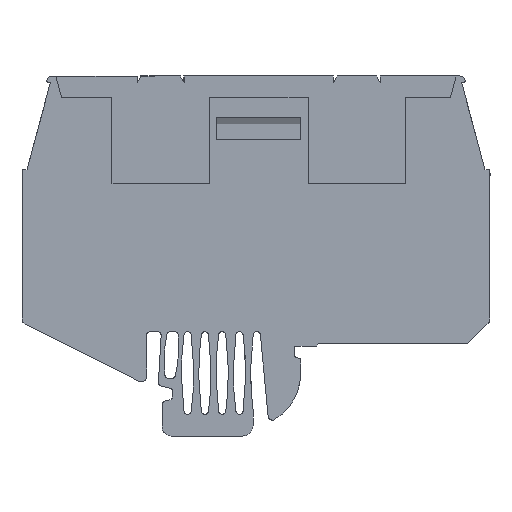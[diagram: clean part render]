
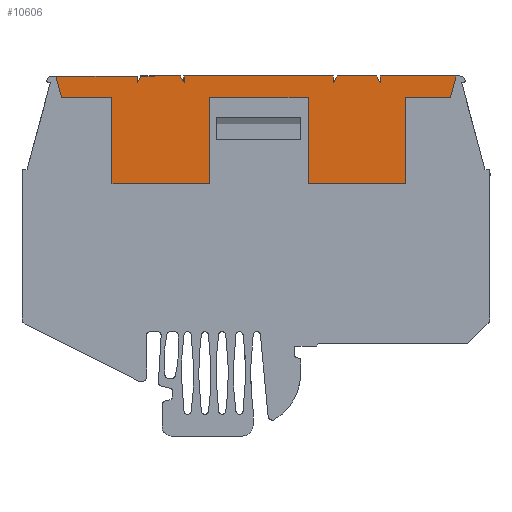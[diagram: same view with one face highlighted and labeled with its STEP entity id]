
A CAD part, left-side view. The second image highlights one B-rep face of the part: STEP entity #10606.
In plain terms, the highlighted planar face has unit normal (-1, 0, 0).
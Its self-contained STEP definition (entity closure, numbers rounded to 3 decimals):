
#10472=AXIS2_PLACEMENT_3D('Plane Axis2P3D',#10469,#10470,#10471) ;
#2566=CARTESIAN_POINT('Line Origine',(0.5,9.973,50.)) ;
#2570=CARTESIAN_POINT('Vertex',(0.5,4.696,50.)) ;
#2572=CARTESIAN_POINT('Vertex',(0.5,15.25,50.)) ;
#2718=CARTESIAN_POINT('Vertex',(0.5,15.25,49.1)) ;
#2721=CARTESIAN_POINT('Line Origine',(0.5,15.25,49.55)) ;
#2779=CARTESIAN_POINT('Line Origine',(0.5,21.75,49.55)) ;
#2783=CARTESIAN_POINT('Vertex',(0.5,21.75,49.1)) ;
#2785=CARTESIAN_POINT('Vertex',(0.5,21.75,50.)) ;
#2862=CARTESIAN_POINT('Line Origine',(0.5,32.125,50.)) ;
#2866=CARTESIAN_POINT('Vertex',(0.5,42.5,50.)) ;
#3582=CARTESIAN_POINT('Line Origine',(0.5,42.5,49.55)) ;
#3586=CARTESIAN_POINT('Vertex',(0.5,42.5,49.1)) ;
#3665=CARTESIAN_POINT('Vertex',(0.5,49.,49.1)) ;
#3714=CARTESIAN_POINT('Vertex',(0.5,49.,50.)) ;
#3717=CARTESIAN_POINT('Line Origine',(0.5,49.,49.55)) ;
#3754=CARTESIAN_POINT('Vertex',(0.5,60.304,50.)) ;
#3757=CARTESIAN_POINT('Line Origine',(0.5,54.652,50.)) ;
#10454=CARTESIAN_POINT('Vertex',(0.5,5.5,47.)) ;
#10457=CARTESIAN_POINT('Line Origine',(0.5,5.098,48.5)) ;
#10469=CARTESIAN_POINT('Axis2P3D Location',(0.5,64.8,34.4)) ;
#10474=CARTESIAN_POINT('Line Origine',(0.5,45.75,50.)) ;
#10478=CARTESIAN_POINT('Vertex',(0.5,43.02,50.)) ;
#10480=CARTESIAN_POINT('Vertex',(0.5,48.48,50.)) ;
#10483=CARTESIAN_POINT('Line Origine',(0.5,48.74,49.55)) ;
#10488=CARTESIAN_POINT('Line Origine',(0.5,59.902,48.5)) ;
#10492=CARTESIAN_POINT('Vertex',(0.5,59.5,47.)) ;
#10495=CARTESIAN_POINT('Line Origine',(0.5,56.,47.)) ;
#10499=CARTESIAN_POINT('Vertex',(0.5,52.5,47.)) ;
#10502=CARTESIAN_POINT('Line Origine',(0.5,52.5,41.)) ;
#10506=CARTESIAN_POINT('Vertex',(0.5,52.5,35.)) ;
#10509=CARTESIAN_POINT('Line Origine',(0.5,45.75,35.)) ;
#10513=CARTESIAN_POINT('Vertex',(0.5,39.,35.)) ;
#10516=CARTESIAN_POINT('Line Origine',(0.5,39.,41.)) ;
#10520=CARTESIAN_POINT('Vertex',(0.5,39.,47.)) ;
#10523=CARTESIAN_POINT('Line Origine',(0.5,32.125,47.)) ;
#10527=CARTESIAN_POINT('Vertex',(0.5,25.25,47.)) ;
#10530=CARTESIAN_POINT('Line Origine',(0.5,25.25,41.)) ;
#10534=CARTESIAN_POINT('Vertex',(0.5,25.25,35.)) ;
#10537=CARTESIAN_POINT('Line Origine',(0.5,18.5,35.)) ;
#10541=CARTESIAN_POINT('Vertex',(0.5,11.75,35.)) ;
#10544=CARTESIAN_POINT('Line Origine',(0.5,11.75,41.)) ;
#10548=CARTESIAN_POINT('Vertex',(0.5,11.75,47.)) ;
#10551=CARTESIAN_POINT('Line Origine',(0.5,8.625,47.)) ;
#10556=CARTESIAN_POINT('Line Origine',(0.5,15.51,49.55)) ;
#10560=CARTESIAN_POINT('Vertex',(0.5,15.77,50.)) ;
#10563=CARTESIAN_POINT('Line Origine',(0.5,18.5,50.)) ;
#10567=CARTESIAN_POINT('Vertex',(0.5,21.23,50.)) ;
#10570=CARTESIAN_POINT('Line Origine',(0.5,21.49,49.55)) ;
#10575=CARTESIAN_POINT('Line Origine',(0.5,42.76,49.55)) ;
#2567=DIRECTION('Vector Direction',(0.,-1.,0.)) ;
#2722=DIRECTION('Vector Direction',(0.,0.,-1.)) ;
#2780=DIRECTION('Vector Direction',(0.,0.,-1.)) ;
#2863=DIRECTION('Vector Direction',(0.,-1.,0.)) ;
#3583=DIRECTION('Vector Direction',(0.,0.,-1.)) ;
#3718=DIRECTION('Vector Direction',(0.,0.,-1.)) ;
#3758=DIRECTION('Vector Direction',(0.,-1.,0.)) ;
#10458=DIRECTION('Vector Direction',(0.,0.259,-0.966)) ;
#10470=DIRECTION('Axis2P3D Direction',(-1.,0.,0.)) ;
#10471=DIRECTION('Axis2P3D XDirection',(0.,0.,-1.)) ;
#10475=DIRECTION('Vector Direction',(0.,-1.,0.)) ;
#10484=DIRECTION('Vector Direction',(0.,0.5,-0.866)) ;
#10489=DIRECTION('Vector Direction',(0.,0.259,0.966)) ;
#10496=DIRECTION('Vector Direction',(0.,1.,0.)) ;
#10503=DIRECTION('Vector Direction',(0.,0.,1.)) ;
#10510=DIRECTION('Vector Direction',(0.,-1.,0.)) ;
#10517=DIRECTION('Vector Direction',(0.,0.,-1.)) ;
#10524=DIRECTION('Vector Direction',(0.,-1.,0.)) ;
#10531=DIRECTION('Vector Direction',(0.,0.,-1.)) ;
#10538=DIRECTION('Vector Direction',(0.,-1.,0.)) ;
#10545=DIRECTION('Vector Direction',(0.,0.,1.)) ;
#10552=DIRECTION('Vector Direction',(0.,1.,0.)) ;
#10557=DIRECTION('Vector Direction',(0.,-0.5,-0.866)) ;
#10564=DIRECTION('Vector Direction',(0.,-1.,0.)) ;
#10571=DIRECTION('Vector Direction',(0.,0.5,-0.866)) ;
#10576=DIRECTION('Vector Direction',(0.,-0.5,-0.866)) ;
#2568=VECTOR('Line Direction',#2567,1.) ;
#2723=VECTOR('Line Direction',#2722,1.) ;
#2781=VECTOR('Line Direction',#2780,1.) ;
#2864=VECTOR('Line Direction',#2863,1.) ;
#3584=VECTOR('Line Direction',#3583,1.) ;
#3719=VECTOR('Line Direction',#3718,1.) ;
#3759=VECTOR('Line Direction',#3758,1.) ;
#10459=VECTOR('Line Direction',#10458,1.) ;
#10476=VECTOR('Line Direction',#10475,1.) ;
#10485=VECTOR('Line Direction',#10484,1.) ;
#10490=VECTOR('Line Direction',#10489,1.) ;
#10497=VECTOR('Line Direction',#10496,1.) ;
#10504=VECTOR('Line Direction',#10503,1.) ;
#10511=VECTOR('Line Direction',#10510,1.) ;
#10518=VECTOR('Line Direction',#10517,1.) ;
#10525=VECTOR('Line Direction',#10524,1.) ;
#10532=VECTOR('Line Direction',#10531,1.) ;
#10539=VECTOR('Line Direction',#10538,1.) ;
#10546=VECTOR('Line Direction',#10545,1.) ;
#10553=VECTOR('Line Direction',#10552,1.) ;
#10558=VECTOR('Line Direction',#10557,1.) ;
#10565=VECTOR('Line Direction',#10564,1.) ;
#10572=VECTOR('Line Direction',#10571,1.) ;
#10577=VECTOR('Line Direction',#10576,1.) ;
#10581=ORIENTED_EDGE('',*,*,#10482,.T.) ;
#10582=ORIENTED_EDGE('',*,*,#10487,.T.) ;
#10583=ORIENTED_EDGE('',*,*,#3721,.F.) ;
#10584=ORIENTED_EDGE('',*,*,#3761,.T.) ;
#10585=ORIENTED_EDGE('',*,*,#10494,.T.) ;
#10586=ORIENTED_EDGE('',*,*,#10501,.F.) ;
#10587=ORIENTED_EDGE('',*,*,#10508,.F.) ;
#10588=ORIENTED_EDGE('',*,*,#10515,.T.) ;
#10589=ORIENTED_EDGE('',*,*,#10522,.T.) ;
#10590=ORIENTED_EDGE('',*,*,#10529,.T.) ;
#10591=ORIENTED_EDGE('',*,*,#10536,.T.) ;
#10592=ORIENTED_EDGE('',*,*,#10543,.T.) ;
#10593=ORIENTED_EDGE('',*,*,#10550,.T.) ;
#10594=ORIENTED_EDGE('',*,*,#10555,.F.) ;
#10595=ORIENTED_EDGE('',*,*,#10461,.F.) ;
#10596=ORIENTED_EDGE('',*,*,#2574,.T.) ;
#10597=ORIENTED_EDGE('',*,*,#2725,.T.) ;
#10598=ORIENTED_EDGE('',*,*,#10562,.T.) ;
#10599=ORIENTED_EDGE('',*,*,#10569,.T.) ;
#10600=ORIENTED_EDGE('',*,*,#10574,.T.) ;
#10601=ORIENTED_EDGE('',*,*,#2787,.T.) ;
#10602=ORIENTED_EDGE('',*,*,#2868,.T.) ;
#10603=ORIENTED_EDGE('',*,*,#3588,.T.) ;
#10604=ORIENTED_EDGE('',*,*,#10579,.T.) ;
#10606=ADVANCED_FACE('KLTR',(#10605),#10473,.T.) ;
#2574=EDGE_CURVE('',#2571,#2573,#2569,.F.) ;
#2725=EDGE_CURVE('',#2573,#2719,#2724,.T.) ;
#2787=EDGE_CURVE('',#2784,#2786,#2782,.F.) ;
#2868=EDGE_CURVE('',#2786,#2867,#2865,.F.) ;
#3588=EDGE_CURVE('',#2867,#3587,#3585,.T.) ;
#3721=EDGE_CURVE('',#3715,#3666,#3720,.T.) ;
#3761=EDGE_CURVE('',#3715,#3755,#3760,.F.) ;
#10461=EDGE_CURVE('',#2571,#10455,#10460,.T.) ;
#10482=EDGE_CURVE('',#10479,#10481,#10477,.F.) ;
#10487=EDGE_CURVE('',#10481,#3666,#10486,.T.) ;
#10494=EDGE_CURVE('',#3755,#10493,#10491,.F.) ;
#10501=EDGE_CURVE('',#10500,#10493,#10498,.T.) ;
#10508=EDGE_CURVE('',#10507,#10500,#10505,.T.) ;
#10515=EDGE_CURVE('',#10507,#10514,#10512,.T.) ;
#10522=EDGE_CURVE('',#10514,#10521,#10519,.F.) ;
#10529=EDGE_CURVE('',#10521,#10528,#10526,.T.) ;
#10536=EDGE_CURVE('',#10528,#10535,#10533,.T.) ;
#10543=EDGE_CURVE('',#10535,#10542,#10540,.T.) ;
#10550=EDGE_CURVE('',#10542,#10549,#10547,.T.) ;
#10555=EDGE_CURVE('',#10455,#10549,#10554,.T.) ;
#10562=EDGE_CURVE('',#2719,#10561,#10559,.F.) ;
#10569=EDGE_CURVE('',#10561,#10568,#10566,.F.) ;
#10574=EDGE_CURVE('',#10568,#2784,#10573,.T.) ;
#10579=EDGE_CURVE('',#3587,#10479,#10578,.F.) ;
#10580=EDGE_LOOP('',(#10581,#10582,#10583,#10584,#10585,#10586,#10587,#10588,#10589,#10590,#10591,#10592,#10593,#10594,#10595,#10596,#10597,#10598,#10599,#10600,#10601,#10602,#10603,#10604)) ;
#10605=FACE_OUTER_BOUND('',#10580,.T.) ;
#2569=LINE('Line',#2566,#2568) ;
#2724=LINE('Line',#2721,#2723) ;
#2782=LINE('Line',#2779,#2781) ;
#2865=LINE('Line',#2862,#2864) ;
#3585=LINE('Line',#3582,#3584) ;
#3720=LINE('Line',#3717,#3719) ;
#3760=LINE('Line',#3757,#3759) ;
#10460=LINE('Line',#10457,#10459) ;
#10477=LINE('Line',#10474,#10476) ;
#10486=LINE('Line',#10483,#10485) ;
#10491=LINE('Line',#10488,#10490) ;
#10498=LINE('Line',#10495,#10497) ;
#10505=LINE('Line',#10502,#10504) ;
#10512=LINE('Line',#10509,#10511) ;
#10519=LINE('Line',#10516,#10518) ;
#10526=LINE('Line',#10523,#10525) ;
#10533=LINE('Line',#10530,#10532) ;
#10540=LINE('Line',#10537,#10539) ;
#10547=LINE('Line',#10544,#10546) ;
#10554=LINE('Line',#10551,#10553) ;
#10559=LINE('Line',#10556,#10558) ;
#10566=LINE('Line',#10563,#10565) ;
#10573=LINE('Line',#10570,#10572) ;
#10578=LINE('Line',#10575,#10577) ;
#10473=PLANE('',#10472) ;
#2571=VERTEX_POINT('',#2570) ;
#2573=VERTEX_POINT('',#2572) ;
#2719=VERTEX_POINT('',#2718) ;
#2784=VERTEX_POINT('',#2783) ;
#2786=VERTEX_POINT('',#2785) ;
#2867=VERTEX_POINT('',#2866) ;
#3587=VERTEX_POINT('',#3586) ;
#3666=VERTEX_POINT('',#3665) ;
#3715=VERTEX_POINT('',#3714) ;
#3755=VERTEX_POINT('',#3754) ;
#10455=VERTEX_POINT('',#10454) ;
#10479=VERTEX_POINT('',#10478) ;
#10481=VERTEX_POINT('',#10480) ;
#10493=VERTEX_POINT('',#10492) ;
#10500=VERTEX_POINT('',#10499) ;
#10507=VERTEX_POINT('',#10506) ;
#10514=VERTEX_POINT('',#10513) ;
#10521=VERTEX_POINT('',#10520) ;
#10528=VERTEX_POINT('',#10527) ;
#10535=VERTEX_POINT('',#10534) ;
#10542=VERTEX_POINT('',#10541) ;
#10549=VERTEX_POINT('',#10548) ;
#10561=VERTEX_POINT('',#10560) ;
#10568=VERTEX_POINT('',#10567) ;
